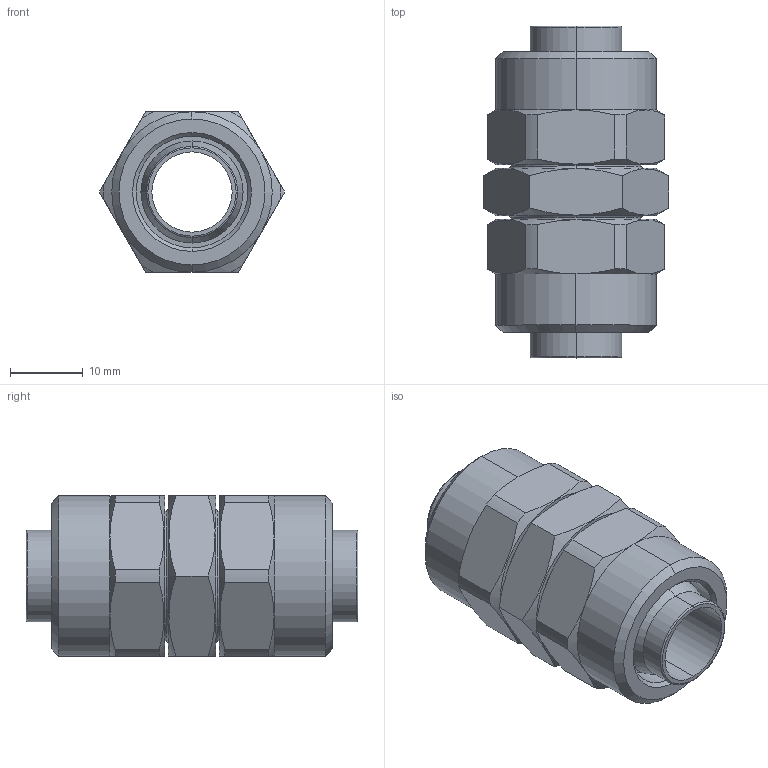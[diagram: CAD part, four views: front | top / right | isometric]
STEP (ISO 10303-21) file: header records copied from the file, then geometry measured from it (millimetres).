
FILE_DESCRIPTION(( 'MC.14.15.00.STEP' ), '1');
FILE_NAME( 'MC.14.15.00.STEP', '2018-11-12T10:51:58',( 'Sopra'),('sopra-pneumatic.com'), 'SwSTEP 2.0','SolidWorks 2009','' );
FILE_SCHEMA (( 'CONFIG_CONTROL_DESIGN' ));
Length unit declared in the file: millimetre
Products named in the file (1): 02040080
Bounding box: 25.4 x 45.5 x 22 mm (x, y, z)
Volume: 11386.7 mm3; surface area: 6351.8 mm2
Topology: 1 solids, 1 shells, 102 faces, 236 edges, 144 vertices
Faces by surface type: cylinder 34, cone 32, plane 28, torus 8
Entity records: 3257 total; most frequent: CARTESIAN_POINT 883, DIRECTION 494, ORIENTED_EDGE 472, EDGE_CURVE 236, AXIS2_PLACEMENT_3D 211, VERTEX_POINT 144, EDGE_LOOP 112, CIRCLE 108
